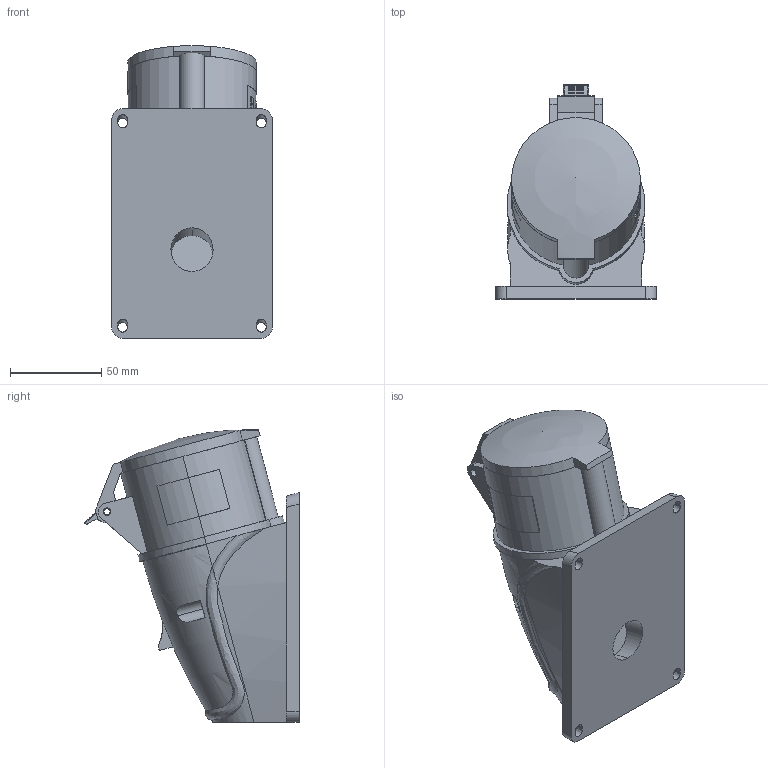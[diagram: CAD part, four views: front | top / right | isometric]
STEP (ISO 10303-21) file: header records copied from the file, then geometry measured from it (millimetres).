
FILE_DESCRIPTION (( 'STEP AP214' ), '1' );
FILE_NAME ('PSN12-032-5 Ðîçåòêà ñòàöèîíàðíàÿ ÑÑÈ-125 32À-6÷_200_346-240_415Â 3Ð+ÐÅ+N IP44 MAGNUM ÈÝÊ1.STEP', '2025-09-15T13:43:24', ( '' ), ( '' ), 'SwSTEP 2.0', 'SolidWorks 2022', '' );
FILE_SCHEMA (( 'AUTOMOTIVE_DESIGN' ));
Length unit declared in the file: millimetre
Products named in the file (1): PSN12-032-5 Розетка стационарная ССИ-125 32А-6ч_200_346-240_415В 3Р+РЕ+N IP44 MAGNUM ИЭК1
Bounding box: 88 x 117.54 x 160.34 mm (x, y, z)
Volume: 338188.3 mm3; surface area: 140263 mm2
Topology: 2 solids, 2 shells, 571 faces, 1545 edges, 1015 vertices
Faces by surface type: plane 307, cylinder 179, bspline 44, cone 19, torus 13, sphere 9
Entity records: 26424 total; most frequent: CARTESIAN_POINT 12255, ORIENTED_EDGE 3048, DIRECTION 2782, EDGE_CURVE 1524, VERTEX_POINT 1007, AXIS2_PLACEMENT_3D 967, LINE 848, VECTOR 848
